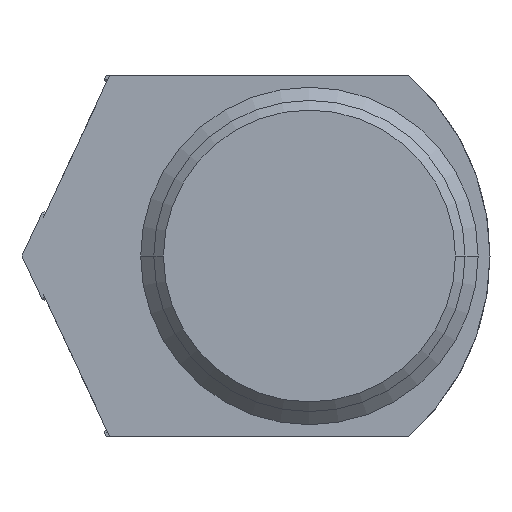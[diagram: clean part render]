
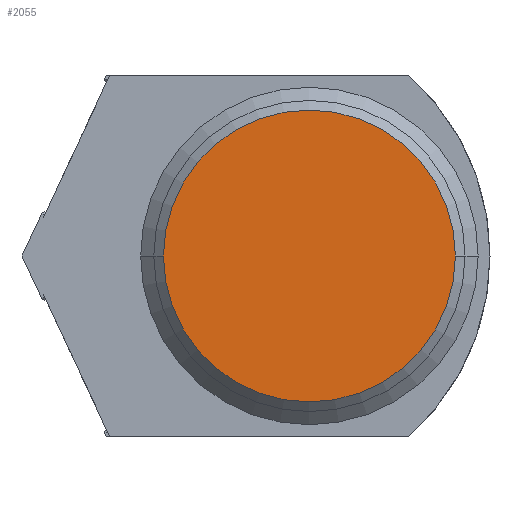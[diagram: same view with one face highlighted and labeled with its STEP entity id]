
A CAD part, left-side view. The second image highlights one B-rep face of the part: STEP entity #2055.
In plain terms, the highlighted planar face has unit normal (-1, 0, 0).
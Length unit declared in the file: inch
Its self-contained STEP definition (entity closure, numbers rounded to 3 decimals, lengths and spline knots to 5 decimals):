
#554=CARTESIAN_POINT('',(-2.,-0.187,0.));
#555=DIRECTION('',(-1.,0.,0.));
#556=DIRECTION('',(0.,1.,0.));
#557=AXIS2_PLACEMENT_3D('',#554,#555,#556);
#584=CARTESIAN_POINT('',(-2.,-0.187,0.));
#585=DIRECTION('',(1.,0.,0.));
#586=DIRECTION('',(0.,1.,0.));
#587=AXIS2_PLACEMENT_3D('',#584,#585,#586);
#1564=CARTESIAN_POINT('',(-2.,0.268,0.));
#1565=CARTESIAN_POINT('',(-2.,-0.642,0.));
#1566=VERTEX_POINT('',#1564);
#1567=VERTEX_POINT('',#1565);
#2045=CARTESIAN_POINT('',(-2.,0.,0.));
#2046=DIRECTION('',(1.,0.,0.));
#2047=DIRECTION('',(0.,0.,-1.));
#2048=AXIS2_PLACEMENT_3D('',#2045,#2046,#2047);
#2049=PLANE('',#2048);
#2050=ORIENTED_EDGE('',*,*,#2035,.F.);
#2052=ORIENTED_EDGE('',*,*,#2051,.T.);
#2053=EDGE_LOOP('',(#2050,#2052));
#2054=FACE_OUTER_BOUND('',#2053,.F.);
#2055=ADVANCED_FACE('',(#2054),#2049,.F.);
#558=CIRCLE('',#557,0.455);
#588=CIRCLE('',#587,0.455);
#2035=EDGE_CURVE('',#1566,#1567,#558,.T.);
#2051=EDGE_CURVE('',#1566,#1567,#588,.T.);
